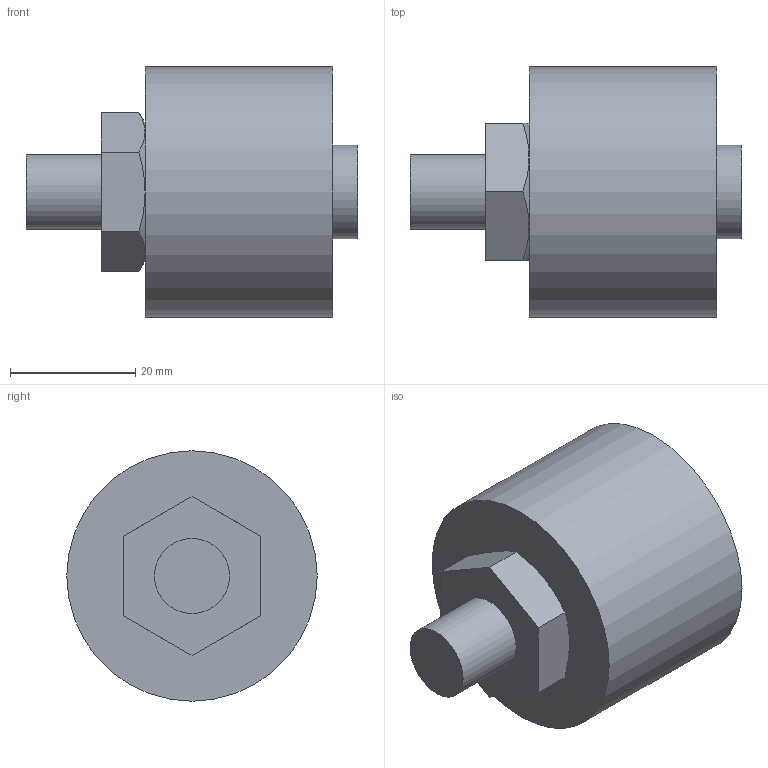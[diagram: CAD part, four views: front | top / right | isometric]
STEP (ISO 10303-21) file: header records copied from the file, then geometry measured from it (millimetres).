
FILE_DESCRIPTION (( 'STEP AP203' ), '1' );
FILE_NAME ('250429 3-400070-00_5905.STEP', '2025-04-29T07:15:21', ( '' ), ( '' ), 'SwSTEP 2.0', 'SolidWorks 2024', '' );
FILE_SCHEMA (( 'CONFIG_CONTROL_DESIGN' ));
Length unit declared in the file: millimetre
Products named in the file (1): 250429 3-400070-00_5905
Bounding box: 53 x 40 x 40 mm (x, y, z)
Volume: 42685.7 mm3; surface area: 7515.9 mm2
Topology: 1 solids, 1 shells, 20 faces, 40 edges, 25 vertices
Faces by surface type: plane 11, cone 6, cylinder 3
Full cylindrical faces by diameter (mm): 12 x1, 15 x1, 40 x1
Entity records: 617 total; most frequent: CARTESIAN_POINT 153, DIRECTION 78, ORIENTED_EDGE 72, EDGE_CURVE 36, AXIS2_PLACEMENT_3D 33, EDGE_LOOP 26, VERTEX_POINT 24, FACE_OUTER_BOUND 23
